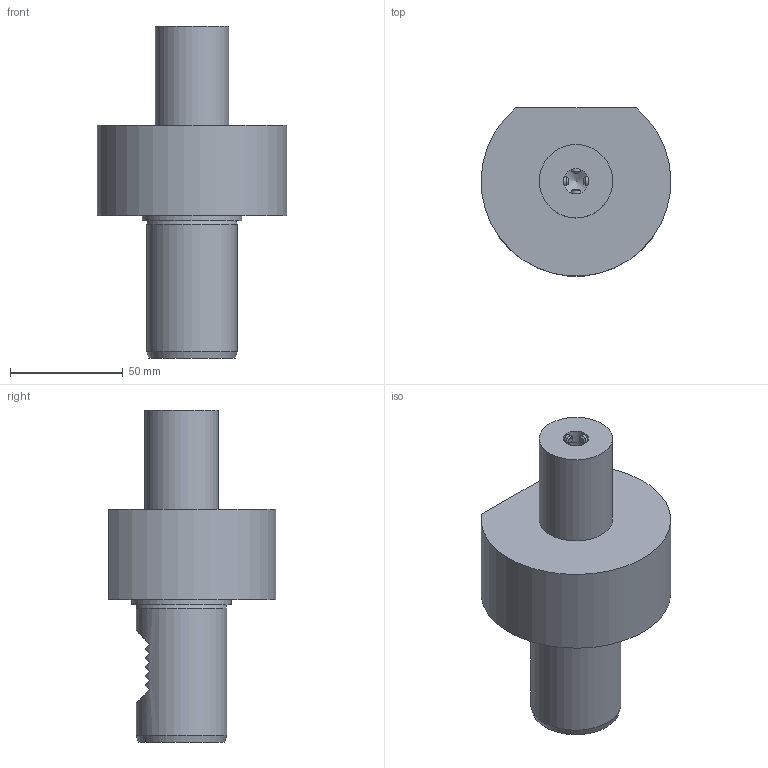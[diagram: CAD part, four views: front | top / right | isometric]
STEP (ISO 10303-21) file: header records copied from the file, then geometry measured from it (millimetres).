
FILE_DESCRIPTION(/* description */ (''),/* implementation_level */ '2;1');
FILE_NAME(/* name */ '10001154998nxv000_00_214.stp',/* time_stamp */ '2023-02-16T14:26:39+01:00',/* author */ (''),/* organization */ (''),/* preprocessor_version */ 'ST-DEVELOPER v18.1',/* originating_system */ 'SIEMENS PLM Software NX 2000',/* authorisation */ '');
FILE_SCHEMA (('AUTOMOTIVE_DESIGN { 1 0 10303 214 3 1 1 1 }'));
Length unit declared in the file: millimetre
Products named in the file (1): 10001154998nxv000_00
Bounding box: 83.94 x 74.35 x 147 mm (x, y, z)
Volume: 317853.9 mm3; surface area: 34677.5 mm2
Topology: 1 solids, 1 shells, 58 faces, 141 edges, 95 vertices
Faces by surface type: plane 33, cone 13, cylinder 12
Full cylindrical faces by diameter (mm): 4 x4, 11.2 x1, 11.201 x1, 14 x1, 14.001 x1, 32.5 x1, 40 x1, 44 x1
Entity records: 1826 total; most frequent: CARTESIAN_POINT 587, DIRECTION 266, ORIENTED_EDGE 198, AXIS2_PLACEMENT_3D 114, EDGE_CURVE 99, EDGE_LOOP 92, VERTEX_POINT 79, FACE_BOUND 64
